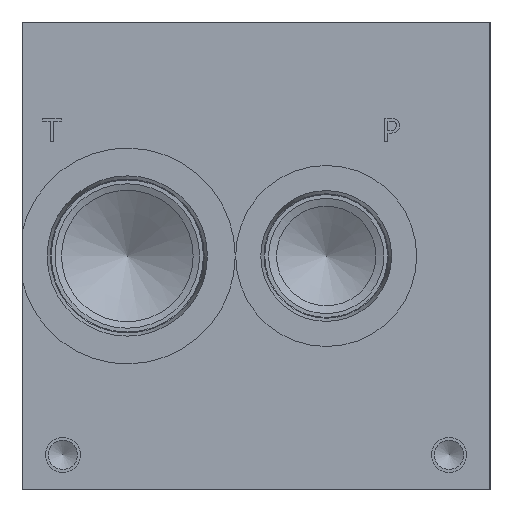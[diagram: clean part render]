
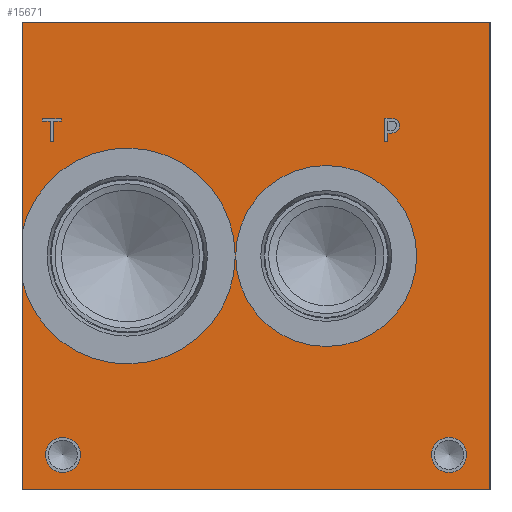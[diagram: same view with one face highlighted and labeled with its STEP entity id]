
A CAD part, left-side view. The second image highlights one B-rep face of the part: STEP entity #15671.
In plain terms, the highlighted planar face has unit normal (-1, 0, 0).
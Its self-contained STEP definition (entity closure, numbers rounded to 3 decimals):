
#262=CIRCLE('',#16542,29.286);
#263=CIRCLE('',#16543,4.763);
#264=CIRCLE('',#16544,4.763);
#265=CIRCLE('',#16545,4.763);
#266=CIRCLE('',#16546,4.763);
#267=CIRCLE('',#16547,24.562);
#268=CIRCLE('',#16548,24.562);
#741=FACE_BOUND('',#2374,.T.);
#742=FACE_BOUND('',#2375,.T.);
#743=FACE_BOUND('',#2376,.T.);
#744=FACE_BOUND('',#2377,.T.);
#745=FACE_BOUND('',#2378,.T.);
#911=B_SPLINE_CURVE_WITH_KNOTS('',2,(#21832,#21833,#21834,#21835),
 .UNSPECIFIED.,.F.,.F.,(3,1,3),(0.,1.,2.),.UNSPECIFIED.);
#913=B_SPLINE_CURVE_WITH_KNOTS('',2,(#21853,#21854,#21855,#21856),
 .UNSPECIFIED.,.F.,.F.,(3,1,3),(0.,1.,2.),.UNSPECIFIED.);
#915=B_SPLINE_CURVE_WITH_KNOTS('',2,(#21902,#21903,#21904,#21905),
 .UNSPECIFIED.,.F.,.F.,(3,1,3),(0.,1.,2.),.UNSPECIFIED.);
#917=B_SPLINE_CURVE_WITH_KNOTS('',2,(#21920,#21921,#21922,#21923),
 .UNSPECIFIED.,.F.,.F.,(3,1,3),(0.,1.,2.),.UNSPECIFIED.);
#1501=FACE_OUTER_BOUND('',#2373,.T.);
#2373=EDGE_LOOP('',(#10328,#10329,#10330,#10331,#10332,#10333));
#2374=EDGE_LOOP('',(#10334,#10335,#10336,#10337,#10338,#10339,#10340,#10341));
#2375=EDGE_LOOP('',(#10342,#10343));
#2376=EDGE_LOOP('',(#10344,#10345));
#2377=EDGE_LOOP('',(#10346,#10347));
#2378=EDGE_LOOP('',(#10348,#10349,#10350,#10351,#10352,#10353,#10354,#10355,
#10356));
#3392=LINE('',#21682,#4825);
#3396=LINE('',#21690,#4829);
#3399=LINE('',#21696,#4832);
#3402=LINE('',#21702,#4835);
#3405=LINE('',#21708,#4838);
#3408=LINE('',#21714,#4841);
#3411=LINE('',#21720,#4844);
#3414=LINE('',#21725,#4847);
#3432=LINE('',#21865,#4865);
#3435=LINE('',#21871,#4868);
#3438=LINE('',#21877,#4871);
#3441=LINE('',#21883,#4874);
#3444=LINE('',#21889,#4877);
#3448=LINE('',#21934,#4881);
#3449=LINE('',#21936,#4882);
#3450=LINE('',#21938,#4883);
#3451=LINE('',#21940,#4884);
#3452=LINE('',#21941,#4885);
#4825=VECTOR('',#17771,10.);
#4829=VECTOR('',#17777,10.);
#4832=VECTOR('',#17782,10.);
#4835=VECTOR('',#17787,10.);
#4838=VECTOR('',#17792,10.);
#4841=VECTOR('',#17797,10.);
#4844=VECTOR('',#17802,10.);
#4847=VECTOR('',#17807,10.);
#4865=VECTOR('',#17835,10.);
#4868=VECTOR('',#17840,10.);
#4871=VECTOR('',#17845,10.);
#4874=VECTOR('',#17850,10.);
#4877=VECTOR('',#17855,10.);
#4881=VECTOR('',#17865,10.);
#4882=VECTOR('',#17866,10.);
#4883=VECTOR('',#17867,10.);
#4884=VECTOR('',#17868,10.);
#4885=VECTOR('',#17869,10.);
#6257=VERTEX_POINT('',#21680);
#6258=VERTEX_POINT('',#21681);
#6261=VERTEX_POINT('',#21689);
#6263=VERTEX_POINT('',#21695);
#6265=VERTEX_POINT('',#21701);
#6267=VERTEX_POINT('',#21707);
#6269=VERTEX_POINT('',#21713);
#6271=VERTEX_POINT('',#21719);
#6287=VERTEX_POINT('',#21830);
#6288=VERTEX_POINT('',#21831);
#6291=VERTEX_POINT('',#21852);
#6293=VERTEX_POINT('',#21864);
#6295=VERTEX_POINT('',#21870);
#6297=VERTEX_POINT('',#21876);
#6299=VERTEX_POINT('',#21882);
#6301=VERTEX_POINT('',#21888);
#6303=VERTEX_POINT('',#21901);
#6305=VERTEX_POINT('',#21930);
#6306=VERTEX_POINT('',#21931);
#6307=VERTEX_POINT('',#21933);
#6308=VERTEX_POINT('',#21935);
#6309=VERTEX_POINT('',#21937);
#6310=VERTEX_POINT('',#21939);
#6311=VERTEX_POINT('',#21942);
#6312=VERTEX_POINT('',#21943);
#6313=VERTEX_POINT('',#21946);
#6314=VERTEX_POINT('',#21947);
#6315=VERTEX_POINT('',#21950);
#6316=VERTEX_POINT('',#21951);
#7857=EDGE_CURVE('',#6257,#6258,#3392,.T.);
#7861=EDGE_CURVE('',#6261,#6257,#3396,.T.);
#7864=EDGE_CURVE('',#6263,#6261,#3399,.T.);
#7867=EDGE_CURVE('',#6265,#6263,#3402,.T.);
#7870=EDGE_CURVE('',#6267,#6265,#3405,.T.);
#7873=EDGE_CURVE('',#6269,#6267,#3408,.T.);
#7876=EDGE_CURVE('',#6271,#6269,#3411,.T.);
#7879=EDGE_CURVE('',#6258,#6271,#3414,.T.);
#7902=EDGE_CURVE('',#6287,#6288,#911,.T.);
#7906=EDGE_CURVE('',#6291,#6287,#913,.T.);
#7909=EDGE_CURVE('',#6293,#6291,#3432,.T.);
#7912=EDGE_CURVE('',#6295,#6293,#3435,.T.);
#7915=EDGE_CURVE('',#6297,#6295,#3438,.T.);
#7918=EDGE_CURVE('',#6299,#6297,#3441,.T.);
#7921=EDGE_CURVE('',#6301,#6299,#3444,.T.);
#7924=EDGE_CURVE('',#6303,#6301,#915,.T.);
#7927=EDGE_CURVE('',#6288,#6303,#917,.T.);
#7929=EDGE_CURVE('',#6305,#6306,#262,.T.);
#7930=EDGE_CURVE('',#6307,#6306,#3448,.T.);
#7931=EDGE_CURVE('',#6307,#6308,#3449,.T.);
#7932=EDGE_CURVE('',#6308,#6309,#3450,.T.);
#7933=EDGE_CURVE('',#6310,#6309,#3451,.T.);
#7934=EDGE_CURVE('',#6305,#6310,#3452,.T.);
#7935=EDGE_CURVE('',#6311,#6312,#263,.T.);
#7936=EDGE_CURVE('',#6312,#6311,#264,.T.);
#7937=EDGE_CURVE('',#6313,#6314,#265,.T.);
#7938=EDGE_CURVE('',#6314,#6313,#266,.T.);
#7939=EDGE_CURVE('',#6315,#6316,#267,.T.);
#7940=EDGE_CURVE('',#6316,#6315,#268,.T.);
#10328=ORIENTED_EDGE('',*,*,#7929,.T.);
#10329=ORIENTED_EDGE('',*,*,#7930,.F.);
#10330=ORIENTED_EDGE('',*,*,#7931,.T.);
#10331=ORIENTED_EDGE('',*,*,#7932,.T.);
#10332=ORIENTED_EDGE('',*,*,#7933,.F.);
#10333=ORIENTED_EDGE('',*,*,#7934,.F.);
#10334=ORIENTED_EDGE('',*,*,#7857,.T.);
#10335=ORIENTED_EDGE('',*,*,#7879,.T.);
#10336=ORIENTED_EDGE('',*,*,#7876,.T.);
#10337=ORIENTED_EDGE('',*,*,#7873,.T.);
#10338=ORIENTED_EDGE('',*,*,#7870,.T.);
#10339=ORIENTED_EDGE('',*,*,#7867,.T.);
#10340=ORIENTED_EDGE('',*,*,#7864,.T.);
#10341=ORIENTED_EDGE('',*,*,#7861,.T.);
#10342=ORIENTED_EDGE('',*,*,#7935,.T.);
#10343=ORIENTED_EDGE('',*,*,#7936,.T.);
#10344=ORIENTED_EDGE('',*,*,#7937,.T.);
#10345=ORIENTED_EDGE('',*,*,#7938,.T.);
#10346=ORIENTED_EDGE('',*,*,#7939,.T.);
#10347=ORIENTED_EDGE('',*,*,#7940,.T.);
#10348=ORIENTED_EDGE('',*,*,#7902,.T.);
#10349=ORIENTED_EDGE('',*,*,#7927,.T.);
#10350=ORIENTED_EDGE('',*,*,#7924,.T.);
#10351=ORIENTED_EDGE('',*,*,#7921,.T.);
#10352=ORIENTED_EDGE('',*,*,#7918,.T.);
#10353=ORIENTED_EDGE('',*,*,#7915,.T.);
#10354=ORIENTED_EDGE('',*,*,#7912,.T.);
#10355=ORIENTED_EDGE('',*,*,#7909,.T.);
#10356=ORIENTED_EDGE('',*,*,#7906,.T.);
#14668=PLANE('',#16541);
#15671=ADVANCED_FACE('',(#1501,#741,#742,#743,#744,#745),#14668,.T.);
#16541=AXIS2_PLACEMENT_3D('',#21929,#17861,#17862);
#16542=AXIS2_PLACEMENT_3D('',#21932,#17863,#17864);
#16543=AXIS2_PLACEMENT_3D('',#21944,#17870,#17871);
#16544=AXIS2_PLACEMENT_3D('',#21945,#17872,#17873);
#16545=AXIS2_PLACEMENT_3D('',#21948,#17874,#17875);
#16546=AXIS2_PLACEMENT_3D('',#21949,#17876,#17877);
#16547=AXIS2_PLACEMENT_3D('',#21952,#17878,#17879);
#16548=AXIS2_PLACEMENT_3D('',#21953,#17880,#17881);
#17771=DIRECTION('',(0.,1.,0.));
#17777=DIRECTION('',(0.,0.,-1.));
#17782=DIRECTION('',(0.,1.,0.));
#17787=DIRECTION('',(0.,0.,-1.));
#17792=DIRECTION('',(0.,-1.,0.));
#17797=DIRECTION('',(0.,0.,1.));
#17802=DIRECTION('',(0.,1.,0.));
#17807=DIRECTION('',(0.,0.,1.));
#17835=DIRECTION('',(0.,-1.,0.));
#17840=DIRECTION('',(0.,0.,1.));
#17845=DIRECTION('',(0.,1.,0.));
#17850=DIRECTION('',(0.,0.,-1.));
#17855=DIRECTION('',(0.,1.,0.));
#17861=DIRECTION('center_axis',(-1.,0.,0.));
#17862=DIRECTION('ref_axis',(0.,-1.,0.));
#17863=DIRECTION('center_axis',(1.,0.,0.));
#17864=DIRECTION('ref_axis',(0.,0.,1.));
#17865=DIRECTION('',(0.,0.,1.));
#17866=DIRECTION('',(0.,-1.,0.));
#17867=DIRECTION('',(0.,0.,1.));
#17868=DIRECTION('',(0.,-1.,0.));
#17869=DIRECTION('',(0.,0.,1.));
#17870=DIRECTION('center_axis',(1.,0.,0.));
#17871=DIRECTION('ref_axis',(0.,1.,0.));
#17872=DIRECTION('center_axis',(1.,0.,0.));
#17873=DIRECTION('ref_axis',(0.,1.,0.));
#17874=DIRECTION('center_axis',(1.,0.,0.));
#17875=DIRECTION('ref_axis',(0.,1.,0.));
#17876=DIRECTION('center_axis',(1.,0.,0.));
#17877=DIRECTION('ref_axis',(0.,1.,0.));
#17878=DIRECTION('center_axis',(1.,0.,0.));
#17879=DIRECTION('ref_axis',(0.,0.,1.));
#17880=DIRECTION('center_axis',(1.,0.,0.));
#17881=DIRECTION('ref_axis',(0.,0.,1.));
#21680=CARTESIAN_POINT('',(0.,118.475,94.456));
#21681=CARTESIAN_POINT('',(0.,119.319,94.456));
#21682=CARTESIAN_POINT('',(0.,122.737,94.456));
#21689=CARTESIAN_POINT('',(0.,118.475,100.055));
#21690=CARTESIAN_POINT('',(0.,118.475,50.027));
#21695=CARTESIAN_POINT('',(0.,116.344,100.055));
#21696=CARTESIAN_POINT('',(0.,121.672,100.055));
#21701=CARTESIAN_POINT('',(0.,116.344,100.806));
#21702=CARTESIAN_POINT('',(0.,116.344,50.403));
#21707=CARTESIAN_POINT('',(0.,121.449,100.806));
#21708=CARTESIAN_POINT('',(0.,124.224,100.806));
#21713=CARTESIAN_POINT('',(0.,121.449,100.055));
#21714=CARTESIAN_POINT('',(0.,121.449,50.027));
#21719=CARTESIAN_POINT('',(0.,119.319,100.055));
#21720=CARTESIAN_POINT('',(0.,123.159,100.055));
#21725=CARTESIAN_POINT('',(0.,119.319,47.228));
#21830=CARTESIAN_POINT('',(0.,25.309,100.442));
#21831=CARTESIAN_POINT('',(0.,24.553,98.924));
#21832=CARTESIAN_POINT('Ctrl Pts',(0.,25.309,100.442));
#21833=CARTESIAN_POINT('Ctrl Pts',(0.,24.954,100.2));
#21834=CARTESIAN_POINT('Ctrl Pts',(0.,24.553,99.454));
#21835=CARTESIAN_POINT('Ctrl Pts',(0.,24.553,98.924));
#21852=CARTESIAN_POINT('',(0.,26.972,100.838));
#21853=CARTESIAN_POINT('Ctrl Pts',(0.,26.972,100.838));
#21854=CARTESIAN_POINT('Ctrl Pts',(0.,26.406,100.838));
#21855=CARTESIAN_POINT('Ctrl Pts',(0.,25.613,100.653));
#21856=CARTESIAN_POINT('Ctrl Pts',(0.,25.309,100.442));
#21864=CARTESIAN_POINT('',(0.,28.567,100.838));
#21865=CARTESIAN_POINT('',(0.,77.783,100.838));
#21870=CARTESIAN_POINT('',(0.,28.567,94.488));
#21871=CARTESIAN_POINT('',(0.,28.567,47.244));
#21876=CARTESIAN_POINT('',(0.,27.723,94.488));
#21877=CARTESIAN_POINT('',(0.,77.361,94.488));
#21882=CARTESIAN_POINT('',(0.,27.723,96.855));
#21883=CARTESIAN_POINT('',(0.,27.723,48.428));
#21888=CARTESIAN_POINT('',(0.,27.008,96.855));
#21889=CARTESIAN_POINT('',(0.,77.004,96.855));
#21901=CARTESIAN_POINT('',(0.,25.109,97.514));
#21902=CARTESIAN_POINT('Ctrl Pts',(0.,25.109,97.514));
#21903=CARTESIAN_POINT('Ctrl Pts',(0.,25.438,97.19));
#21904=CARTESIAN_POINT('Ctrl Pts',(0.,26.328,96.855));
#21905=CARTESIAN_POINT('Ctrl Pts',(0.,27.008,96.855));
#21920=CARTESIAN_POINT('Ctrl Pts',(0.,24.553,98.924));
#21921=CARTESIAN_POINT('Ctrl Pts',(0.,24.553,98.512));
#21922=CARTESIAN_POINT('Ctrl Pts',(0.,24.846,97.771));
#21923=CARTESIAN_POINT('Ctrl Pts',(0.,25.109,97.514));
#21929=CARTESIAN_POINT('Origin',(0.,127.,0.));
#21930=CARTESIAN_POINT('',(0.,127.,69.915));
#21931=CARTESIAN_POINT('',(0.,127.,57.085));
#21932=CARTESIAN_POINT('Origin',(0.,98.425,63.5));
#21933=CARTESIAN_POINT('',(0.,127.,0.));
#21934=CARTESIAN_POINT('',(0.,127.,0.));
#21935=CARTESIAN_POINT('',(0.,0.,0.));
#21936=CARTESIAN_POINT('',(0.,127.,0.));
#21937=CARTESIAN_POINT('',(0.,0.,127.));
#21938=CARTESIAN_POINT('',(0.,0.,0.));
#21939=CARTESIAN_POINT('',(0.,127.,127.));
#21940=CARTESIAN_POINT('',(0.,127.,127.));
#21941=CARTESIAN_POINT('',(0.,127.,0.));
#21942=CARTESIAN_POINT('',(0.,15.888,9.525));
#21943=CARTESIAN_POINT('',(0.,6.363,9.525));
#21944=CARTESIAN_POINT('Origin',(0.,11.125,9.525));
#21945=CARTESIAN_POINT('Origin',(0.,11.125,9.525));
#21946=CARTESIAN_POINT('',(0.,120.663,9.525));
#21947=CARTESIAN_POINT('',(0.,111.138,9.525));
#21948=CARTESIAN_POINT('Origin',(0.,115.9,9.525));
#21949=CARTESIAN_POINT('Origin',(0.,115.9,9.525));
#21950=CARTESIAN_POINT('',(0.,44.45,88.062));
#21951=CARTESIAN_POINT('',(0.,44.45,38.938));
#21952=CARTESIAN_POINT('Origin',(0.,44.45,63.5));
#21953=CARTESIAN_POINT('Origin',(0.,44.45,63.5));
